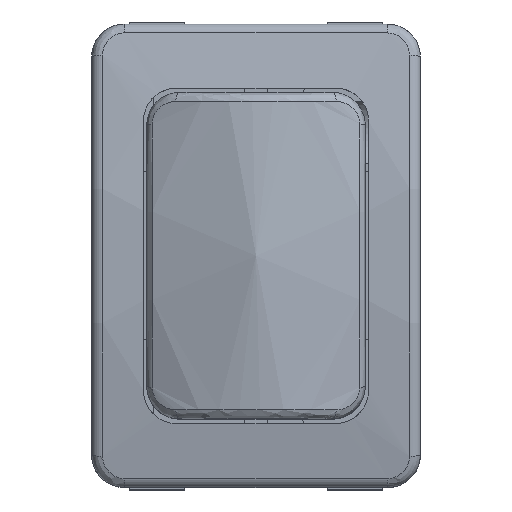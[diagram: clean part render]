
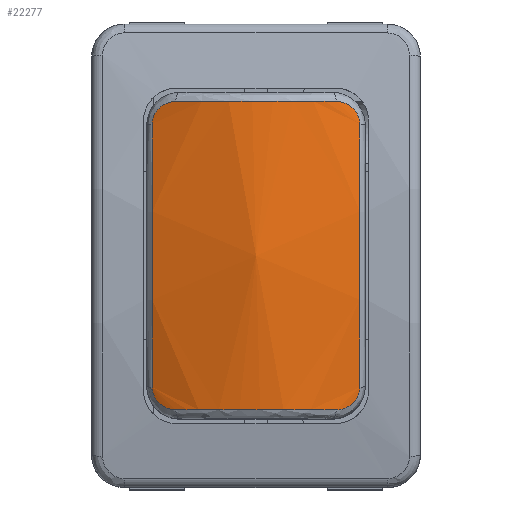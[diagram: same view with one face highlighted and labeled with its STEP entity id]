
A CAD part, top view. The second image highlights one B-rep face of the part: STEP entity #22277.
In plain terms, the highlighted free-form (B-spline) face has degree [2, 2] with [3, 9] control points.
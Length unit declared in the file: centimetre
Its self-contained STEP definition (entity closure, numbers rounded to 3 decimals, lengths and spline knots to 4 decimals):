
#40=(
BOUNDED_SURFACE()
B_SPLINE_SURFACE(2,2,((#30526,#30527,#30528,#30529,#30530,#30531,#30532,
#30533,#30534),(#30535,#30536,#30537,#30538,#30539,#30540,#30541,#30542,
#30543),(#30544,#30545,#30546,#30547,#30548,#30549,#30550,#30551,#30552)),
 .UNSPECIFIED.,.F.,.T.,.F.)
B_SPLINE_SURFACE_WITH_KNOTS((3,3),(3,2,2,2,3),(2.0391,3.1416),
(0.,1.5708,3.1416,4.7124,6.2832),
 .UNSPECIFIED.)
GEOMETRIC_REPRESENTATION_ITEM()
RATIONAL_B_SPLINE_SURFACE(((1.,0.707,1.,0.707,1.,
0.707,1.,0.707,1.),(0.852,0.602,
0.852,0.602,0.852,0.602,
0.852,0.602,0.852),(1.,0.707,
1.,0.707,1.,0.707,1.,0.707,1.)))
REPRESENTATION_ITEM('')
SURFACE()
);
#44=B_SPLINE_CURVE_WITH_KNOTS('',3,(#30231,#30232,#30233,#30234,#30235,
#30236),.UNSPECIFIED.,.F.,.F.,(4,1,1,4),(-0.1621,-0.0926,
-0.0463,0.),.UNSPECIFIED.);
#46=B_SPLINE_CURVE_WITH_KNOTS('',3,(#30270,#30271,#30272,#30273,#30274),
 .UNSPECIFIED.,.F.,.F.,(4,1,4),(-0.7061,-0.4035,0.),
 .UNSPECIFIED.);
#48=B_SPLINE_CURVE_WITH_KNOTS('',3,(#30302,#30303,#30304,#30305),
 .UNSPECIFIED.,.F.,.F.,(4,4),(-1.18,0.),.UNSPECIFIED.);
#50=B_SPLINE_CURVE_WITH_KNOTS('',3,(#30345,#30346,#30347,#30348,#30349,
#30350),.UNSPECIFIED.,.F.,.F.,(4,1,1,4),(-0.162,-0.1157,
-0.0694,0.),.UNSPECIFIED.);
#52=B_SPLINE_CURVE_WITH_KNOTS('',3,(#30390,#30391,#30392,#30393,#30394,
#30395),.UNSPECIFIED.,.F.,.F.,(4,1,1,4),(-0.1621,-0.1274,
-0.0926,0.),.UNSPECIFIED.);
#54=B_SPLINE_CURVE_WITH_KNOTS('',3,(#30423,#30424,#30425,#30426),
 .UNSPECIFIED.,.F.,.F.,(4,4),(-1.18,0.),.UNSPECIFIED.);
#56=B_SPLINE_CURVE_WITH_KNOTS('',3,(#30460,#30461,#30462,#30463,#30464),
 .UNSPECIFIED.,.F.,.F.,(4,1,4),(-0.7061,-0.4035,0.),
 .UNSPECIFIED.);
#58=B_SPLINE_CURVE_WITH_KNOTS('',3,(#30501,#30502,#30503,#30504,#30505,
#30506),.UNSPECIFIED.,.F.,.F.,(4,1,1,4),(-0.162,-0.0926,
-0.0463,0.),.UNSPECIFIED.);
#1060=FACE_OUTER_BOUND('',#2246,.T.);
#2246=EDGE_LOOP('',(#14811,#14812,#14813,#14814,#14815,#14816,#14817,#14818));
#9093=VERTEX_POINT('',#30219);
#9096=VERTEX_POINT('',#30229);
#9098=VERTEX_POINT('',#30268);
#9099=VERTEX_POINT('',#30295);
#9102=VERTEX_POINT('',#30343);
#9103=VERTEX_POINT('',#30381);
#9106=VERTEX_POINT('',#30421);
#9107=VERTEX_POINT('',#30452);
#11334=EDGE_CURVE('',#9096,#9093,#44,.T.);
#11337=EDGE_CURVE('',#9098,#9096,#46,.T.);
#11340=EDGE_CURVE('',#9093,#9099,#48,.T.);
#11343=EDGE_CURVE('',#9102,#9098,#50,.T.);
#11346=EDGE_CURVE('',#9099,#9103,#52,.T.);
#11349=EDGE_CURVE('',#9106,#9102,#54,.T.);
#11352=EDGE_CURVE('',#9103,#9107,#56,.T.);
#11354=EDGE_CURVE('',#9107,#9106,#58,.T.);
#14811=ORIENTED_EDGE('',*,*,#11334,.F.);
#14812=ORIENTED_EDGE('',*,*,#11337,.F.);
#14813=ORIENTED_EDGE('',*,*,#11343,.F.);
#14814=ORIENTED_EDGE('',*,*,#11349,.F.);
#14815=ORIENTED_EDGE('',*,*,#11354,.F.);
#14816=ORIENTED_EDGE('',*,*,#11352,.F.);
#14817=ORIENTED_EDGE('',*,*,#11346,.F.);
#14818=ORIENTED_EDGE('',*,*,#11340,.F.);
#22277=ADVANCED_FACE('',(#1060),#40,.F.);
#30219=CARTESIAN_POINT('',(-0.4699,-0.5967,2.0789));
#30229=CARTESIAN_POINT('',(-0.3643,-0.6982,2.1146));
#30231=CARTESIAN_POINT('Ctrl Pts',(-0.3643,-0.6982,
2.1146));
#30232=CARTESIAN_POINT('Ctrl Pts',(-0.3868,-0.6981,
2.1051));
#30233=CARTESIAN_POINT('Ctrl Pts',(-0.4248,-0.6862,
2.0891));
#30234=CARTESIAN_POINT('Ctrl Pts',(-0.4621,-0.6438,
2.0759));
#30235=CARTESIAN_POINT('Ctrl Pts',(-0.4699,-0.6121,
2.0765));
#30236=CARTESIAN_POINT('Ctrl Pts',(-0.4699,-0.5967,
2.0789));
#30268=CARTESIAN_POINT('',(0.3643,-0.6982,2.1146));
#30270=CARTESIAN_POINT('Ctrl Pts',(0.3643,-0.6982,
2.1146));
#30271=CARTESIAN_POINT('Ctrl Pts',(0.2662,-0.6985,
2.1562));
#30272=CARTESIAN_POINT('Ctrl Pts',(0.0209,-0.6989,
2.2142));
#30273=CARTESIAN_POINT('Ctrl Pts',(-0.2336,-0.6986,
2.17));
#30274=CARTESIAN_POINT('Ctrl Pts',(-0.3643,-0.6982,
2.1146));
#30295=CARTESIAN_POINT('',(-0.4699,0.5967,2.0785));
#30302=CARTESIAN_POINT('Ctrl Pts',(-0.4699,-0.5967,
2.0789));
#30303=CARTESIAN_POINT('Ctrl Pts',(-0.4699,-0.2036,
2.14));
#30304=CARTESIAN_POINT('Ctrl Pts',(-0.4699,0.2037,
2.1399));
#30305=CARTESIAN_POINT('Ctrl Pts',(-0.4699,0.5967,
2.0785));
#30343=CARTESIAN_POINT('',(0.4699,-0.5967,2.0789));
#30345=CARTESIAN_POINT('Ctrl Pts',(0.4699,-0.5967,
2.0789));
#30346=CARTESIAN_POINT('Ctrl Pts',(0.4699,-0.6121,
2.0765));
#30347=CARTESIAN_POINT('Ctrl Pts',(0.4621,-0.6437,
2.076));
#30348=CARTESIAN_POINT('Ctrl Pts',(0.4249,-0.6862,
2.0891));
#30349=CARTESIAN_POINT('Ctrl Pts',(0.3868,-0.6981,
2.1051));
#30350=CARTESIAN_POINT('Ctrl Pts',(0.3643,-0.6982,
2.1146));
#30381=CARTESIAN_POINT('',(-0.3643,0.6982,2.1142));
#30390=CARTESIAN_POINT('Ctrl Pts',(-0.4699,0.5967,
2.0785));
#30391=CARTESIAN_POINT('Ctrl Pts',(-0.4699,0.6083,
2.0767));
#30392=CARTESIAN_POINT('Ctrl Pts',(-0.4656,0.6318,
2.0754));
#30393=CARTESIAN_POINT('Ctrl Pts',(-0.4365,0.6802,
2.0837));
#30394=CARTESIAN_POINT('Ctrl Pts',(-0.3943,0.6981,
2.1015));
#30395=CARTESIAN_POINT('Ctrl Pts',(-0.3643,0.6982,
2.1142));
#30421=CARTESIAN_POINT('',(0.4699,0.5967,2.0785));
#30423=CARTESIAN_POINT('Ctrl Pts',(0.4699,0.5967,
2.0785));
#30424=CARTESIAN_POINT('Ctrl Pts',(0.4699,0.2037,
2.1399));
#30425=CARTESIAN_POINT('Ctrl Pts',(0.4699,-0.2036,
2.14));
#30426=CARTESIAN_POINT('Ctrl Pts',(0.4699,-0.5967,
2.0789));
#30452=CARTESIAN_POINT('',(0.3643,0.6982,2.1142));
#30460=CARTESIAN_POINT('Ctrl Pts',(-0.3643,0.6982,
2.1142));
#30461=CARTESIAN_POINT('Ctrl Pts',(-0.2662,0.6985,
2.1558));
#30462=CARTESIAN_POINT('Ctrl Pts',(-0.0174,0.6989,
2.2139));
#30463=CARTESIAN_POINT('Ctrl Pts',(0.2336,0.6986,
2.1696));
#30464=CARTESIAN_POINT('Ctrl Pts',(0.3643,0.6982,
2.1142));
#30501=CARTESIAN_POINT('Ctrl Pts',(0.3643,0.6982,2.1142));
#30502=CARTESIAN_POINT('Ctrl Pts',(0.3868,0.6981,2.1047));
#30503=CARTESIAN_POINT('Ctrl Pts',(0.4249,0.6862,2.0887));
#30504=CARTESIAN_POINT('Ctrl Pts',(0.4621,0.6437,
2.0756));
#30505=CARTESIAN_POINT('Ctrl Pts',(0.4699,0.6121,2.0761));
#30506=CARTESIAN_POINT('Ctrl Pts',(0.4699,0.5967,
2.0785));
#30526=CARTESIAN_POINT('Ctrl Pts',(-0.495,3.8588,-1.75));
#30527=CARTESIAN_POINT('Ctrl Pts',(-0.495,3.8589,2.11));
#30528=CARTESIAN_POINT('Ctrl Pts',(-0.495,-0.0011,2.11));
#30529=CARTESIAN_POINT('Ctrl Pts',(-0.495,-3.8611,2.11));
#30530=CARTESIAN_POINT('Ctrl Pts',(-0.495,-3.8612,-1.75));
#30531=CARTESIAN_POINT('Ctrl Pts',(-0.495,-3.8612,-5.61));
#30532=CARTESIAN_POINT('Ctrl Pts',(-0.495,-0.0012,-5.61));
#30533=CARTESIAN_POINT('Ctrl Pts',(-0.495,3.8588,-5.61));
#30534=CARTESIAN_POINT('Ctrl Pts',(-0.495,3.8588,-1.75));
#30535=CARTESIAN_POINT('Ctrl Pts',(0.,4.1632,
-1.75));
#30536=CARTESIAN_POINT('Ctrl Pts',(0.,4.1631,
2.4144));
#30537=CARTESIAN_POINT('Ctrl Pts',(0.,-0.0012,
2.4143));
#30538=CARTESIAN_POINT('Ctrl Pts',(0.,-4.1656,
2.4143));
#30539=CARTESIAN_POINT('Ctrl Pts',(0.,-4.1655,
-1.75));
#30540=CARTESIAN_POINT('Ctrl Pts',(0.,-4.1655,
-5.9144));
#30541=CARTESIAN_POINT('Ctrl Pts',(0.,-0.0011,
-5.9143));
#30542=CARTESIAN_POINT('Ctrl Pts',(0.,4.1632,
-5.9143));
#30543=CARTESIAN_POINT('Ctrl Pts',(0.,4.1632,
-1.75));
#30544=CARTESIAN_POINT('Ctrl Pts',(0.495,3.8588,-1.75));
#30545=CARTESIAN_POINT('Ctrl Pts',(0.495,3.8589,2.11));
#30546=CARTESIAN_POINT('Ctrl Pts',(0.495,-0.0011,2.11));
#30547=CARTESIAN_POINT('Ctrl Pts',(0.495,-3.8611,2.11));
#30548=CARTESIAN_POINT('Ctrl Pts',(0.495,-3.8612,-1.75));
#30549=CARTESIAN_POINT('Ctrl Pts',(0.495,-3.8612,-5.61));
#30550=CARTESIAN_POINT('Ctrl Pts',(0.495,-0.0012,-5.61));
#30551=CARTESIAN_POINT('Ctrl Pts',(0.495,3.8588,-5.61));
#30552=CARTESIAN_POINT('Ctrl Pts',(0.495,3.8588,-1.75));
